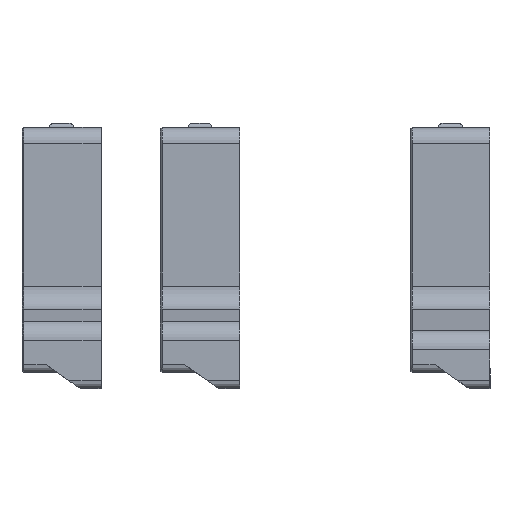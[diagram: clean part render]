
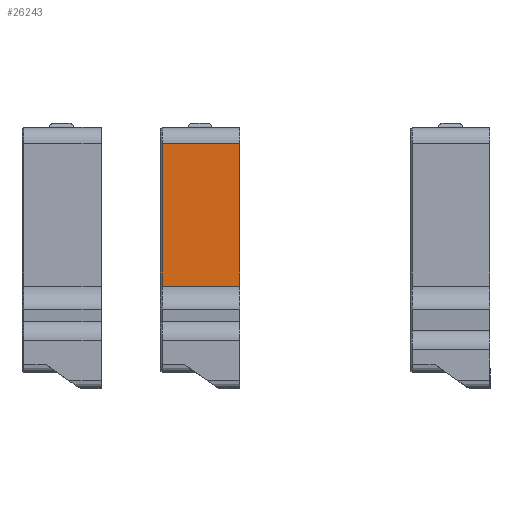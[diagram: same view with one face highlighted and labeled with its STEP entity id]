
A CAD part, front view. The second image highlights one B-rep face of the part: STEP entity #26243.
In plain terms, the highlighted planar face has unit normal (0, -1, 0).
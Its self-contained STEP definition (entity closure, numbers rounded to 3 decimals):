
#2301=LINE('',#42390,#4792);
#2516=LINE('',#43059,#5007);
#2517=LINE('',#43062,#5008);
#2518=LINE('',#43063,#5009);
#4792=VECTOR('',#33408,10.);
#5007=VECTOR('',#34085,6.);
#5008=VECTOR('',#34088,10.);
#5009=VECTOR('',#34089,10.);
#7307=FACE_OUTER_BOUND('',#8825,.T.);
#8825=EDGE_LOOP('',(#21926,#21927,#21928,#21929));
#11852=VERTEX_POINT('',#42387);
#11853=VERTEX_POINT('',#42389);
#12029=VERTEX_POINT('',#43055);
#12031=VERTEX_POINT('',#43061);
#15160=EDGE_CURVE('',#11852,#11853,#2301,.T.);
#15479=EDGE_CURVE('',#11853,#12029,#2516,.T.);
#15480=EDGE_CURVE('',#12031,#12029,#2517,.T.);
#15481=EDGE_CURVE('',#12031,#11852,#2518,.T.);
#21926=ORIENTED_EDGE('',*,*,#15480,.T.);
#21927=ORIENTED_EDGE('',*,*,#15479,.F.);
#21928=ORIENTED_EDGE('',*,*,#15160,.F.);
#21929=ORIENTED_EDGE('',*,*,#15481,.F.);
#25073=PLANE('',#28428);
#26243=ADVANCED_FACE('',(#7307),#25073,.F.);
#28428=AXIS2_PLACEMENT_3D('',#43060,#34086,#34087);
#33408=DIRECTION('',(0.,0.,-1.));
#34085=DIRECTION('',(-1.,0.,0.));
#34086=DIRECTION('center_axis',(0.,1.,0.));
#34087=DIRECTION('ref_axis',(0.,0.,
1.));
#34088=DIRECTION('',(0.,0.,-1.));
#34089=DIRECTION('',(1.,0.,0.));
#42387=CARTESIAN_POINT('',(292.,29.7,-62.096));
#42389=CARTESIAN_POINT('',(292.,29.7,-98.198));
#42390=CARTESIAN_POINT('',(292.,29.7,-94.647));
#43055=CARTESIAN_POINT('',(272.4,29.7,-98.198));
#43059=CARTESIAN_POINT('',(292.,29.7,-98.198));
#43060=CARTESIAN_POINT('Origin',(292.,29.7,-98.198));
#43061=CARTESIAN_POINT('',(272.4,29.7,-62.096));
#43062=CARTESIAN_POINT('',(272.4,29.7,-94.647));
#43063=CARTESIAN_POINT('',(292.,29.7,-62.096));
